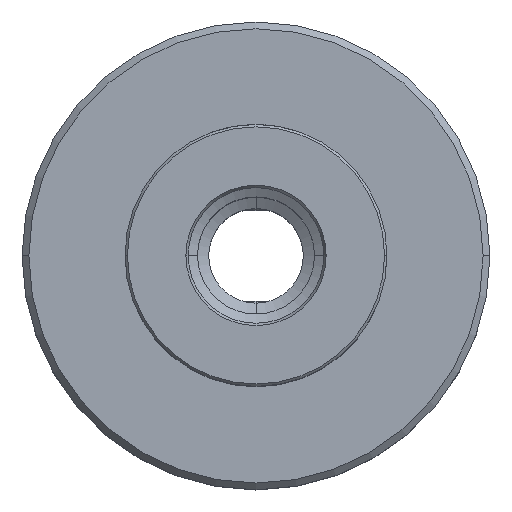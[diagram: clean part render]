
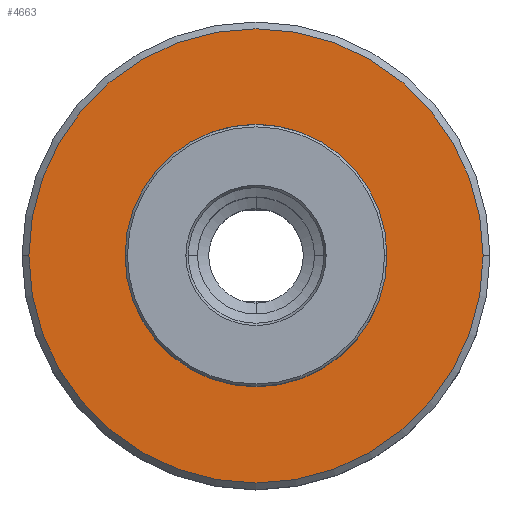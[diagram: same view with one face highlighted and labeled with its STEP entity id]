
A CAD part, top view. The second image highlights one B-rep face of the part: STEP entity #4663.
In plain terms, the highlighted planar face has unit normal (0, 0, 1).
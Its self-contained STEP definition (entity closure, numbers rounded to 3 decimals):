
#1849=EDGE_CURVE('NONE',#2057,#2849,#5281,.T.);
#2057=VERTEX_POINT('NONE',#5510);
#2595=VERTEX_POINT('NONE',#6093);
#2849=VERTEX_POINT('NONE',#6370);
#3795=VERTEX_POINT('NONE',#7440);
#3847=EDGE_CURVE('NONE',#2595,#3795,#7495,.T.);
#4061=EDGE_CURVE('NONE',#2849,#2057,#7734,.T.);
#4333=EDGE_CURVE('NONE',#3795,#2595,#8030,.T.);
#4663=ADVANCED_FACE('NONE',(#8401,#8402),#8403,.F.);
#5281=CIRCLE('',#9238,13.9);
#5510=CARTESIAN_POINT('',(-13.9,0.,0.));
#6093=CARTESIAN_POINT('',(-24.275,0.,0.));
#6370=CARTESIAN_POINT('',(13.9,0.,0.));
#7440=CARTESIAN_POINT('',(24.275,0.,0.));
#7495=CIRCLE('',#15118,24.275);
#7734=CIRCLE('',#15928,13.9);
#8030=CIRCLE('',#16629,24.275);
#8401=FACE_OUTER_BOUND('',#17672,.T.);
#8402=FACE_BOUND('',#17673,.T.);
#8403=PLANE('',#17674);
#9238=AXIS2_PLACEMENT_3D('',#19202,#19203,#19204);
#15118=AXIS2_PLACEMENT_3D('',#21528,#21529,#21530);
#15928=AXIS2_PLACEMENT_3D('',#21764,#21765,#21766);
#16629=AXIS2_PLACEMENT_3D('',#22045,#22046,#22047);
#17672=EDGE_LOOP('',(#22425,#22426));
#17673=EDGE_LOOP('',(#22427,#22428));
#17674=AXIS2_PLACEMENT_3D('',#22429,#22430,#22431);
#19202=CARTESIAN_POINT('',(0.0,0.0,0.0));
#19203=DIRECTION('',(0.0,0.0,-1.0));
#19204=DIRECTION('',(0.0,1.0,0.0));
#21528=CARTESIAN_POINT('',(0.0,0.0,0.));
#21529=DIRECTION('',(-0.0,0.0,1.0));
#21530=DIRECTION('',(0.0,-1.0,0.0));
#21764=CARTESIAN_POINT('',(0.0,0.0,0.0));
#21765=DIRECTION('',(0.0,0.0,-1.0));
#21766=DIRECTION('',(0.0,1.0,0.0));
#22045=CARTESIAN_POINT('',(0.0,0.0,0.));
#22046=DIRECTION('',(-0.0,0.0,1.0));
#22047=DIRECTION('',(0.0,-1.0,0.0));
#22425=ORIENTED_EDGE('',*,*,#3847,.T.);
#22426=ORIENTED_EDGE('',*,*,#4333,.T.);
#22427=ORIENTED_EDGE('',*,*,#4061,.T.);
#22428=ORIENTED_EDGE('',*,*,#1849,.T.);
#22429=CARTESIAN_POINT('',(0.0,0.0,0.0));
#22430=DIRECTION('',(0.0,0.0,-1.0));
#22431=DIRECTION('',(-1.0,0.0,0.0));
